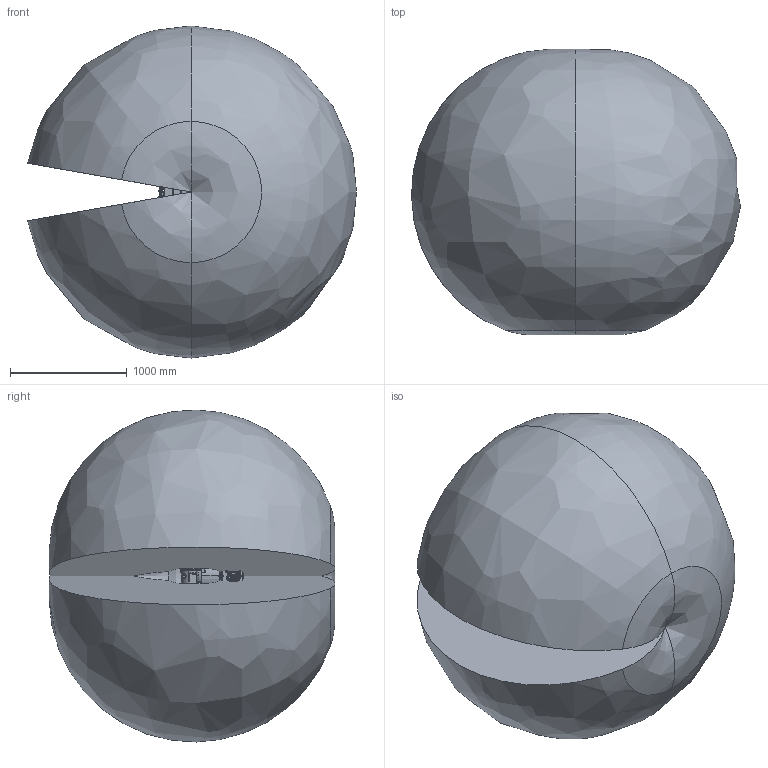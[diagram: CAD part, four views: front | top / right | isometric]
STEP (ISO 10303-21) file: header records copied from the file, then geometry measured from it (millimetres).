
FILE_DESCRIPTION (( 'STEP AP214' ), '1' );
FILE_NAME ('ER15-1400 机器人数模STEP214.STEP', '2024-06-07T08:36:28', ( '' ), ( '' ), 'SwSTEP 2.0', 'SolidWorks 2016', '' );
FILE_SCHEMA (( 'AUTOMOTIVE_DESIGN' ));
Length unit declared in the file: millimetre
Products named in the file (9): 法兰^ER15-1400 机器人数模2016; 运动空间^ER15-1400 机器人数模2016; 手腕^ER15-1400 机器人数模2016; 电机座^ER15-1400 机器人数模2016; 大臂^ER15-1400 机器人数模2016; 底座^ER15-1400 机器人数模2016; ER15-1400 机器人数模STEP214; 转座^ER15-1400 机器人数模2016; 小臂^ER15-1400 机器人数模2016
Assembly tree (8 placements, depth 2):
  ER15-1400 机器人数模STEP214
    底座^ER15-1400 机器人数模2016
    转座^ER15-1400 机器人数模2016
    大臂^ER15-1400 机器人数模2016
    电机座^ER15-1400 机器人数模2016
    小臂^ER15-1400 机器人数模2016
    手腕^ER15-1400 机器人数模2016
    法兰^ER15-1400 机器人数模2016
    运动空间^ER15-1400 机器人数模2016
Bounding box: 2813.28 x 2443.98 x 2839.17 mm (x, y, z)
Volume: 10217983621.1 mm3; surface area: 32476686.3 mm2
Topology: 89 solids, 90 shells, 7804 faces, 19292 edges, 12135 vertices
Faces by surface type: plane 2592, cylinder 2329, bspline 1398, torus 835, cone 585, sphere 65
Entity records: 368068 total; most frequent: CARTESIAN_POINT 191796, ORIENTED_EDGE 38192, DIRECTION 34213, EDGE_CURVE 19096, AXIS2_PLACEMENT_3D 13416, VERTEX_POINT 12065, EDGE_LOOP 8495, FACE_OUTER_BOUND 7804
